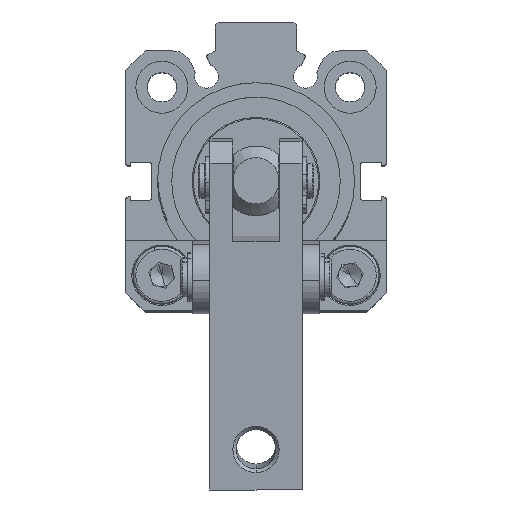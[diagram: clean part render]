
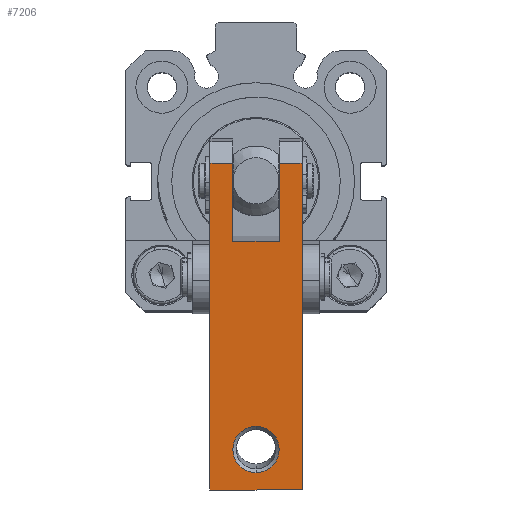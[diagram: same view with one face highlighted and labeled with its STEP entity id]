
A CAD part, top view. The second image highlights one B-rep face of the part: STEP entity #7206.
In plain terms, the highlighted face is planar.
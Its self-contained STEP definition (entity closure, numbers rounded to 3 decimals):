
#174 = DIRECTION ( 'NONE',  ( 0., 1., 0. ) ) ;
#291 = ORIENTED_EDGE ( 'NONE', *, *, #11596, .F. ) ;
#413 = CARTESIAN_POINT ( 'NONE',  ( -4., 7.95, 56.5 ) ) ;
#462 = ORIENTED_EDGE ( 'NONE', *, *, #11627, .F. ) ;
#506 = DIRECTION ( 'NONE',  ( 1., 0., 0. ) ) ;
#543 = DIRECTION ( 'NONE',  ( -1., 0., 0. ) ) ;
#1080 = CARTESIAN_POINT ( 'NONE',  ( -4., 7.95, 43. ) ) ;
#1361 = AXIS2_PLACEMENT_3D ( 'NONE', #11297, #12566, #13940 ) ;
#1458 = DIRECTION ( 'NONE',  ( 0., 0., 1. ) ) ;
#2245 = EDGE_CURVE ( 'NONE', #13976, #16799, #6015, .T. ) ;
#2984 = EDGE_CURVE ( 'NONE', #6685, #15720, #4251, .T. ) ;
#3030 = VERTEX_POINT ( 'NONE', #13058 ) ;
#3081 = ORIENTED_EDGE ( 'NONE', *, *, #14246, .T. ) ;
#3152 = ORIENTED_EDGE ( 'NONE', *, *, #5250, .T. ) ;
#3406 = CARTESIAN_POINT ( 'NONE',  ( 0., 7.95, 3. ) ) ;
#3459 = LINE ( 'NONE', #14449, #9631 ) ;
#3688 = VECTOR ( 'NONE', #9604, 1000. ) ;
#3768 = AXIS2_PLACEMENT_3D ( 'NONE', #5245, #9348, #3930 ) ;
#3930 = DIRECTION ( 'NONE',  ( 0., 0., -1. ) ) ;
#4251 = LINE ( 'NONE', #10000, #13231 ) ;
#4736 = CIRCLE ( 'NONE', #15220, 4. ) ;
#5148 = ORIENTED_EDGE ( 'NONE', *, *, #2984, .F. ) ;
#5245 = CARTESIAN_POINT ( 'NONE',  ( -7.95, 7.95, 60. ) ) ;
#5250 = EDGE_CURVE ( 'NONE', #6766, #13580, #9219, .T. ) ;
#5560 = EDGE_CURVE ( 'NONE', #17126, #3030, #3459, .T. ) ;
#5681 = VERTEX_POINT ( 'NONE', #1080 ) ;
#5757 = ORIENTED_EDGE ( 'NONE', *, *, #10632, .F. ) ;
#6015 = CIRCLE ( 'NONE', #1361, 4. ) ;
#6470 = CARTESIAN_POINT ( 'NONE',  ( 4., 7.95, 43. ) ) ;
#6603 = LINE ( 'NONE', #13623, #8506 ) ;
#6613 = ORIENTED_EDGE ( 'NONE', *, *, #2245, .F. ) ;
#6685 = VERTEX_POINT ( 'NONE', #9437 ) ;
#6766 = VERTEX_POINT ( 'NONE', #9899 ) ;
#6812 = CARTESIAN_POINT ( 'NONE',  ( 0., 7.95, 7. ) ) ;
#6959 = LINE ( 'NONE', #7043, #9944 ) ;
#7043 = CARTESIAN_POINT ( 'NONE',  ( 0., 7.95, 56.5 ) ) ;
#7047 = EDGE_LOOP ( 'NONE', ( #6613, #291 ) ) ;
#7206 = ADVANCED_FACE ( 'NONE', ( #11444, #16600 ), #14501, .F. ) ;
#7603 = DIRECTION ( 'NONE',  ( 0., 0., 1. ) ) ;
#8458 = CARTESIAN_POINT ( 'NONE',  ( 7.95, 7.95, 0. ) ) ;
#8506 = VECTOR ( 'NONE', #9427, 1000. ) ;
#8535 = DIRECTION ( 'NONE',  ( -1., 0., 0. ) ) ;
#8641 = CARTESIAN_POINT ( 'NONE',  ( -7.95, 7.95, 0. ) ) ;
#8823 = VECTOR ( 'NONE', #543, 1000. ) ;
#9219 = LINE ( 'NONE', #16443, #3688 ) ;
#9348 = DIRECTION ( 'NONE',  ( 0., -1., 0. ) ) ;
#9427 = DIRECTION ( 'NONE',  ( 0., 0., 1. ) ) ;
#9433 = VECTOR ( 'NONE', #506, 1000. ) ;
#9437 = CARTESIAN_POINT ( 'NONE',  ( 4., 7.95, 56.5 ) ) ;
#9443 = EDGE_CURVE ( 'NONE', #15720, #5681, #17685, .T. ) ;
#9604 = DIRECTION ( 'NONE',  ( 0., 0., 1. ) ) ;
#9631 = VECTOR ( 'NONE', #7603, 1000. ) ;
#9696 = LINE ( 'NONE', #15479, #8823 ) ;
#9899 = CARTESIAN_POINT ( 'NONE',  ( -7.95, 7.95, 0. ) ) ;
#9944 = VECTOR ( 'NONE', #15272, 1000. ) ;
#10000 = CARTESIAN_POINT ( 'NONE',  ( 4., 7.95, 60. ) ) ;
#10304 = EDGE_LOOP ( 'NONE', ( #5757, #15906, #462, #3152, #3081, #13736, #14606, #5148 ) ) ;
#10632 = EDGE_CURVE ( 'NONE', #3030, #6685, #9696, .T. ) ;
#10959 = VERTEX_POINT ( 'NONE', #413 ) ;
#11171 = CARTESIAN_POINT ( 'NONE',  ( -7.95, 7.95, 43. ) ) ;
#11297 = CARTESIAN_POINT ( 'NONE',  ( 0., 7.95, 7. ) ) ;
#11444 = FACE_OUTER_BOUND ( 'NONE', #10304, .T. ) ;
#11596 = EDGE_CURVE ( 'NONE', #16799, #13976, #4736, .T. ) ;
#11627 = EDGE_CURVE ( 'NONE', #6766, #17126, #13301, .T. ) ;
#12566 = DIRECTION ( 'NONE',  ( 0., 1., 0. ) ) ;
#12744 = CARTESIAN_POINT ( 'NONE',  ( -7.95, 7.95, 56.5 ) ) ;
#12826 = DIRECTION ( 'NONE',  ( 0., 0., -1. ) ) ;
#13058 = CARTESIAN_POINT ( 'NONE',  ( 7.95, 7.95, 56.5 ) ) ;
#13173 = VECTOR ( 'NONE', #8535, 1000. ) ;
#13231 = VECTOR ( 'NONE', #12826, 1000. ) ;
#13301 = LINE ( 'NONE', #8641, #9433 ) ;
#13580 = VERTEX_POINT ( 'NONE', #12744 ) ;
#13623 = CARTESIAN_POINT ( 'NONE',  ( -4., 7.95, 60. ) ) ;
#13736 = ORIENTED_EDGE ( 'NONE', *, *, #17035, .F. ) ;
#13940 = DIRECTION ( 'NONE',  ( 0., 0., 1. ) ) ;
#13976 = VERTEX_POINT ( 'NONE', #16445 ) ;
#14246 = EDGE_CURVE ( 'NONE', #13580, #10959, #6959, .T. ) ;
#14449 = CARTESIAN_POINT ( 'NONE',  ( 7.95, 7.95, 60. ) ) ;
#14501 = PLANE ( 'NONE',  #3768 ) ;
#14606 = ORIENTED_EDGE ( 'NONE', *, *, #9443, .F. ) ;
#15220 = AXIS2_PLACEMENT_3D ( 'NONE', #6812, #174, #1458 ) ;
#15272 = DIRECTION ( 'NONE',  ( 1., 0., 0. ) ) ;
#15479 = CARTESIAN_POINT ( 'NONE',  ( -7.95, 7.95, 56.5 ) ) ;
#15720 = VERTEX_POINT ( 'NONE', #6470 ) ;
#15906 = ORIENTED_EDGE ( 'NONE', *, *, #5560, .F. ) ;
#16443 = CARTESIAN_POINT ( 'NONE',  ( -7.95, 7.95, 60. ) ) ;
#16445 = CARTESIAN_POINT ( 'NONE',  ( 0., 7.95, 11. ) ) ;
#16600 = FACE_BOUND ( 'NONE', #7047, .T. ) ;
#16799 = VERTEX_POINT ( 'NONE', #3406 ) ;
#17035 = EDGE_CURVE ( 'NONE', #5681, #10959, #6603, .T. ) ;
#17126 = VERTEX_POINT ( 'NONE', #8458 ) ;
#17685 = LINE ( 'NONE', #11171, #13173 ) ;
